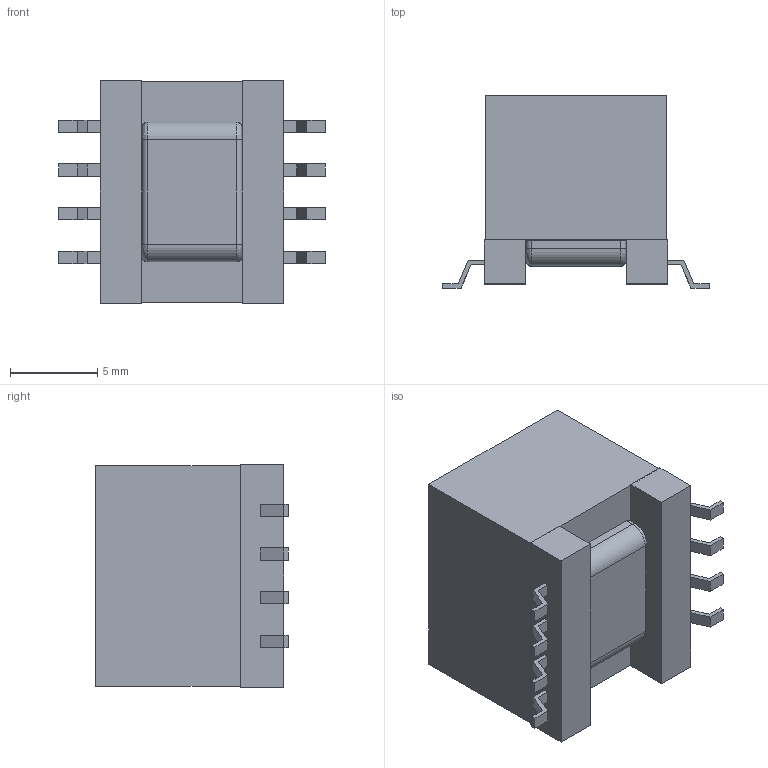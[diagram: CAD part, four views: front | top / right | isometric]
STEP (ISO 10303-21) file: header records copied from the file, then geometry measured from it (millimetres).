
FILE_DESCRIPTION (( 'STEP AP214' ), '1' );
FILE_NAME ('Coilcraft-NA5743-AL.STEP', '2020-05-31T21:47:13', ( '' ), ( '' ), 'SwSTEP 2.0', 'SolidWorks 2019', '' );
FILE_SCHEMA (( 'AUTOMOTIVE_DESIGN' ));
Length unit declared in the file: millimetre
Products named in the file (1): Coilcraft-NA5743-AL
Bounding box: 15.24 x 11 x 12.7 mm (x, y, z)
Volume: 1300.6 mm3; surface area: 865.9 mm2
Topology: 1 solids, 1 shells, 139 faces, 654 edges, 550 vertices
Faces by surface type: plane 127, cylinder 8, bspline 4
Entity records: 9394 total; most frequent: CARTESIAN_POINT 3843, ORIENTED_EDGE 1308, EDGE_CURVE 654, DIRECTION 572, VERTEX_POINT 550, B_SPLINE_CURVE_WITH_KNOTS 362, VECTOR 276, LINE 276
